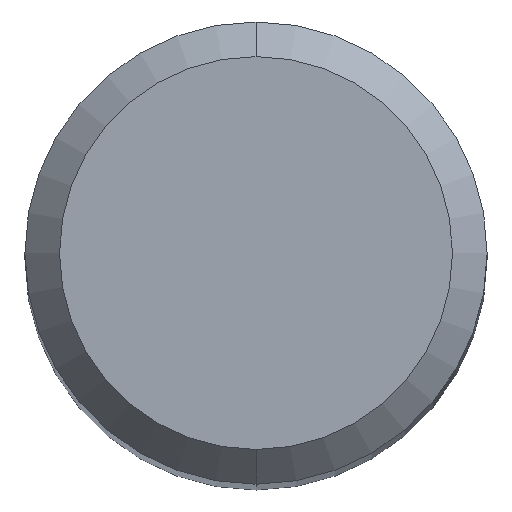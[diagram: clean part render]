
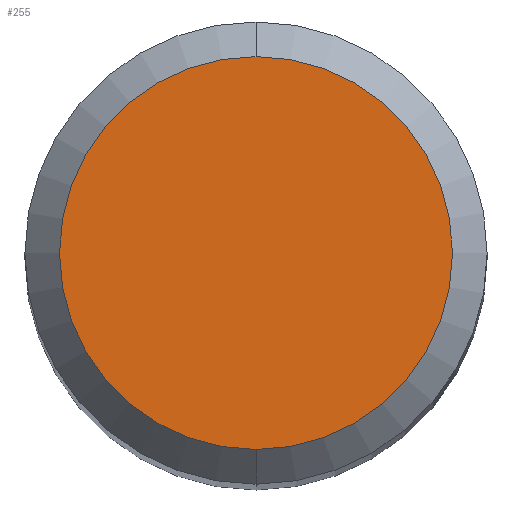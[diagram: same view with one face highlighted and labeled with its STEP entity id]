
A CAD part, top view. The second image highlights one B-rep face of the part: STEP entity #255.
In plain terms, the highlighted planar face has unit normal (0, 0, 1).
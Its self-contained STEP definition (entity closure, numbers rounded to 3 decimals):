
#183=VERTEX_POINT('',#491);
#239=EDGE_CURVE('',#183,#395,#551,.T.);
#255=ADVANCED_FACE('',(#570),#571,.T.);
#355=EDGE_CURVE('',#395,#183,#682,.T.);
#395=VERTEX_POINT('',#728);
#491=CARTESIAN_POINT('',(0.,-1.7,0.0));
#551=CIRCLE('',#956,1.7);
#570=FACE_OUTER_BOUND('',#995,.T.);
#571=PLANE('',#996);
#682=CIRCLE('',#1208,1.7);
#728=CARTESIAN_POINT('',(0.0,1.7,0.0));
#956=AXIS2_PLACEMENT_3D('',#1505,#1506,#1507);
#995=EDGE_LOOP('',(#1538,#1539));
#996=AXIS2_PLACEMENT_3D('',#1540,#1541,#1542);
#1208=AXIS2_PLACEMENT_3D('',#1688,#1689,#1690);
#1505=CARTESIAN_POINT('',(0.0,0.0,0.0));
#1506=DIRECTION('',(0.0,0.0,-1.0));
#1507=DIRECTION('',(0.0,1.0,0.0));
#1538=ORIENTED_EDGE('',*,*,#355,.F.);
#1539=ORIENTED_EDGE('',*,*,#239,.F.);
#1540=CARTESIAN_POINT('',(0.0,0.85,0.0));
#1541=DIRECTION('',(-0.0,0.0,1.0));
#1542=DIRECTION('',(0.0,-1.0,0.0));
#1688=CARTESIAN_POINT('',(0.0,0.0,0.0));
#1689=DIRECTION('',(0.0,0.0,-1.0));
#1690=DIRECTION('',(0.0,1.0,0.0));
